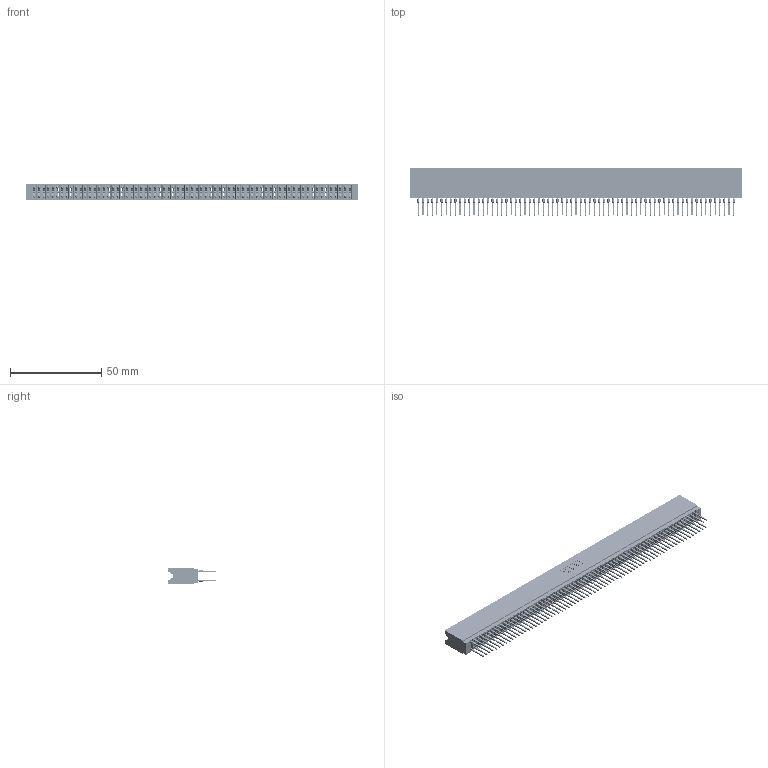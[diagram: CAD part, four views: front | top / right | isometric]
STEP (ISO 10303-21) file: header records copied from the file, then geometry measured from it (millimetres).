
FILE_DESCRIPTION (( 'STEP AP203' ), '1' );
FILE_NAME ('745-138-522-206.STEP', '2020-09-14T21:05:23', ( '' ), ( '' ), 'SwSTEP 2.0', 'SolidWorks 2020', '' );
FILE_SCHEMA (( 'CONFIG_CONTROL_DESIGN' ));
Products named in the file (3): 745-138-522-206; 745 Part_Insulator Option - 06; 745-292-001_522
Assembly tree (139 placements, depth 2):
  745-138-522-206
    745 Part_Insulator Option - 06
    745-292-001_522  x138
Bounding box: 181.86 x 25.92 x 8.89 mm (x, y, z)
Volume: 16338.6 mm3; surface area: 34345.4 mm2
Topology: 139 solids, 139 shells, 12447 faces, 33449 edges, 21010 vertices
Faces by surface type: plane 6404, bspline 2760, cylinder 2455, torus 828
Entity records: 112503 total; most frequent: CARTESIAN_POINT 20006, ORIENTED_EDGE 19496, DIRECTION 17008, EDGE_CURVE 9748, LINE 9152, VECTOR 9152, VERTEX_POINT 6214, AXIS2_PLACEMENT_3D 3928
